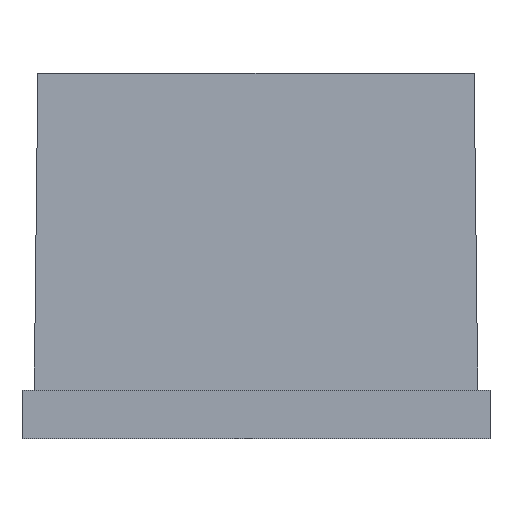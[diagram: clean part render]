
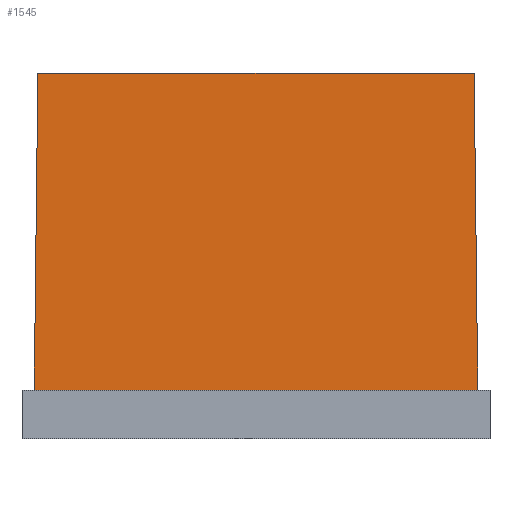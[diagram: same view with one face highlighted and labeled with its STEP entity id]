
A CAD part, front view. The second image highlights one B-rep face of the part: STEP entity #1545.
In plain terms, the highlighted planar face has unit normal (0, -1, 0.011).
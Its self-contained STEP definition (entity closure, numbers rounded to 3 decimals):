
#35 = VECTOR ( 'NONE', #694, 1000. ) ;
#57 = LINE ( 'NONE', #332, #253 ) ;
#147 = EDGE_CURVE ( 'NONE', #406, #186, #57, .T. ) ;
#154 = LINE ( 'NONE', #1453, #35 ) ;
#167 = VERTEX_POINT ( 'NONE', #362 ) ;
#186 = VERTEX_POINT ( 'NONE', #980 ) ;
#191 = VECTOR ( 'NONE', #1515, 1000. ) ;
#203 = CARTESIAN_POINT ( 'NONE',  ( -44.75, -44.75, 0. ) ) ;
#222 = DIRECTION ( 'NONE',  ( 1., 0., 0. ) ) ;
#233 = LINE ( 'NONE', #1521, #191 ) ;
#253 = VECTOR ( 'NONE', #222, 1000. ) ;
#280 = EDGE_CURVE ( 'NONE', #1120, #167, #233, .T. ) ;
#309 = CARTESIAN_POINT ( 'NONE',  ( -44.75, -44.75, 0. ) ) ;
#321 = DIRECTION ( 'NONE',  ( 0., -1., 0.011 ) ) ;
#332 = CARTESIAN_POINT ( 'NONE',  ( -44.75, -45.489, -65. ) ) ;
#362 = CARTESIAN_POINT ( 'NONE',  ( 44.75, -44.75, 0. ) ) ;
#386 = ORIENTED_EDGE ( 'NONE', *, *, #147, .T. ) ;
#406 = VERTEX_POINT ( 'NONE', #1279 ) ;
#436 = ORIENTED_EDGE ( 'NONE', *, *, #280, .F. ) ;
#469 = EDGE_CURVE ( 'NONE', #186, #167, #1566, .T. ) ;
#480 = CARTESIAN_POINT ( 'NONE',  ( 44.738, -44.738, 1.017 ) ) ;
#546 = EDGE_LOOP ( 'NONE', ( #436, #1296, #386, #1066 ) ) ;
#548 = AXIS2_PLACEMENT_3D ( 'NONE', #203, #321, #1211 ) ;
#694 = DIRECTION ( 'NONE',  ( 0.011, 0.011, 1. ) ) ;
#806 = PLANE ( 'NONE',  #548 ) ;
#951 = EDGE_CURVE ( 'NONE', #406, #1120, #154, .T. ) ;
#980 = CARTESIAN_POINT ( 'NONE',  ( 45.489, -45.489, -65. ) ) ;
#1001 = DIRECTION ( 'NONE',  ( -0.011, 0.011, 1. ) ) ;
#1066 = ORIENTED_EDGE ( 'NONE', *, *, #469, .T. ) ;
#1120 = VERTEX_POINT ( 'NONE', #309 ) ;
#1211 = DIRECTION ( 'NONE',  ( 0., -0.011, -1. ) ) ;
#1218 = VECTOR ( 'NONE', #1001, 1000. ) ;
#1279 = CARTESIAN_POINT ( 'NONE',  ( -45.489, -45.489, -65. ) ) ;
#1296 = ORIENTED_EDGE ( 'NONE', *, *, #951, .F. ) ;
#1437 = FACE_OUTER_BOUND ( 'NONE', #546, .T. ) ;
#1453 = CARTESIAN_POINT ( 'NONE',  ( -44.738, -44.738, 1.017 ) ) ;
#1515 = DIRECTION ( 'NONE',  ( 1., 0., 0. ) ) ;
#1521 = CARTESIAN_POINT ( 'NONE',  ( -44.75, -44.75, 0. ) ) ;
#1545 = ADVANCED_FACE ( 'NONE', ( #1437 ), #806, .T. ) ;
#1566 = LINE ( 'NONE', #480, #1218 ) ;
